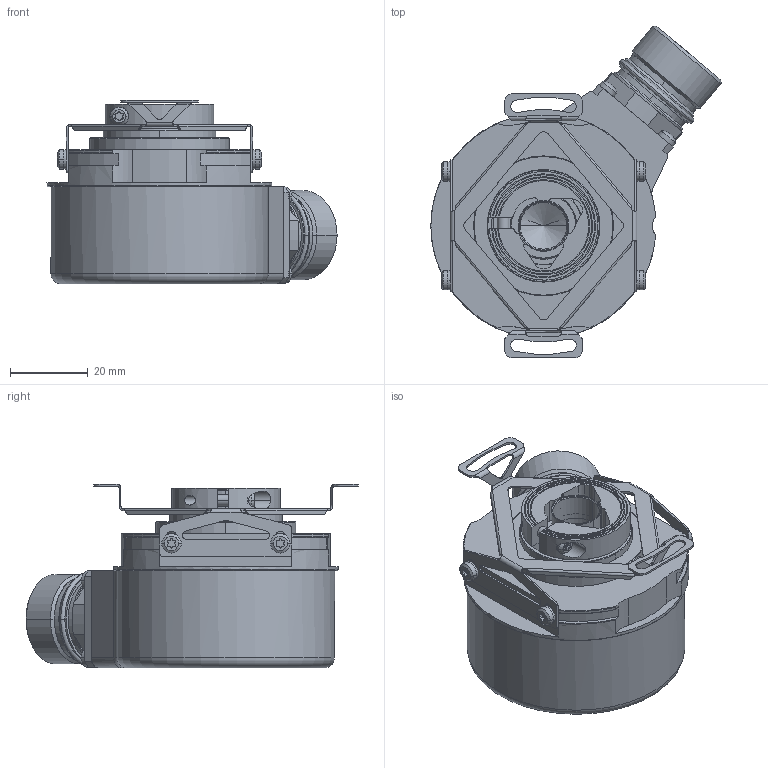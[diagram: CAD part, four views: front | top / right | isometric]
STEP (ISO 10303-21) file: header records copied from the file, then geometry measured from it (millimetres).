
FILE_DESCRIPTION((''),'2;1');
FILE_NAME('372796-02-AR_SW0001','2011-03-30T',('SE2994'),(''),'PRO/ENGINEER BY PARAMETRIC TECHNOLOGY CORPORATION, 2010180','PRO/ENGINEER BY PARAMETRIC TECHNOLOGY CORPORATION, 2010180','');
FILE_SCHEMA(('CONFIG_CONTROL_DESIGN','SHAPE_APPEARANCE_LAYERS_GROUPS'));
Length unit declared in the file: millimetre
Products named in the file (1): 372796-02-AR_SW0001
Bounding box: 74.71 x 85.45 x 47.2 mm (x, y, z)
Volume: 57800.7 mm3; surface area: 36647.2 mm2
Topology: 3 solids, 3 shells, 778 faces, 2066 edges, 1291 vertices
Faces by surface type: cylinder 345, plane 227, cone 95, bspline 58, torus 37, sphere 16
Entity records: 31094 total; most frequent: CARTESIAN_POINT 8822, DIRECTION 4224, ORIENTED_EDGE 4108, EDGE_CURVE 2054, AXIS2_PLACEMENT_3D 1672, VERTEX_POINT 1291, CIRCLE 952, VECTOR 880
